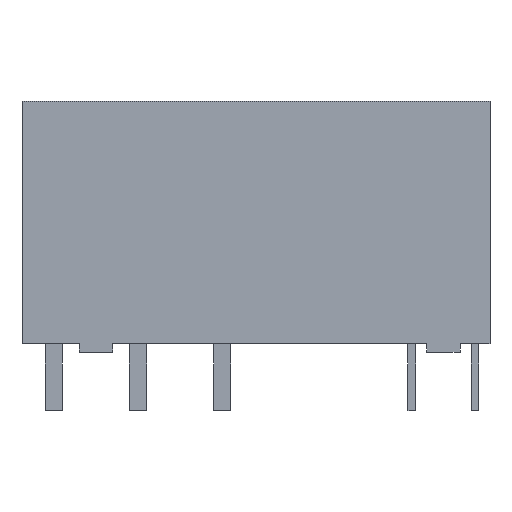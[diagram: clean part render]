
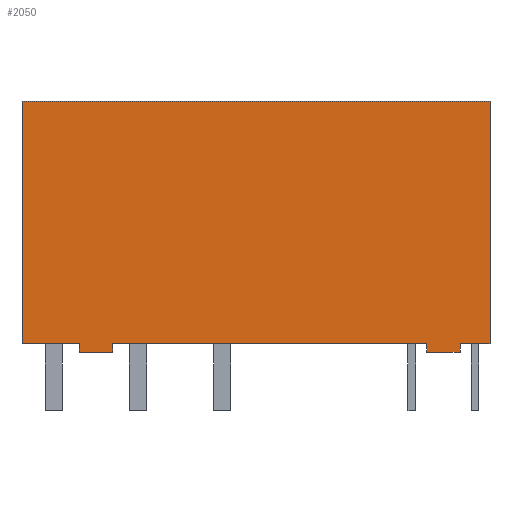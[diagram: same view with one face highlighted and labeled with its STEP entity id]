
A CAD part, left-side view. The second image highlights one B-rep face of the part: STEP entity #2050.
In plain terms, the highlighted face is planar.
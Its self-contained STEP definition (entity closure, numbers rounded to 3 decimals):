
#200=CARTESIAN_POINT('',(28.1,0.,-14.49));
#210=VERTEX_POINT('',#200);
#240=CARTESIAN_POINT('',(0.,0.,-14.49));
#250=DIRECTION('',(1.,0.,0.));
#260=VECTOR('',#250,1.);
#270=LINE('',#240,#260);
#280=CARTESIAN_POINT('',(0.1,0.,-14.49));
#290=VERTEX_POINT('',#280);
#300=EDGE_CURVE('',#290,#210,#270,.T.);
#460=CARTESIAN_POINT('',(26.31,0.,0.));
#470=DIRECTION('',(0.,0.,-1.));
#480=VECTOR('',#470,1.);
#490=LINE('',#460,#480);
#500=CARTESIAN_POINT('',(26.31,0.,0.51));
#510=VERTEX_POINT('',#500);
#520=CARTESIAN_POINT('',(26.31,0.,0.01));
#530=VERTEX_POINT('',#520);
#540=EDGE_CURVE('',#510,#530,#490,.T.);
#1280=CARTESIAN_POINT('',(37.271,0.,-12.758));
#1290=DIRECTION('',(-0.,-1.,-0.));
#1300=DIRECTION('',(-1.,0.,0.));
#1310=AXIS2_PLACEMENT_3D('',#1280,#1290,#1300);
#1320=PLANE('',#1310);
#1330=CARTESIAN_POINT('',(0.,0.,0.01));
#1340=DIRECTION('',(-1.,0.,0.));
#1350=VECTOR('',#1340,1.);
#1360=LINE('',#1330,#1350);
#1370=CARTESIAN_POINT('',(28.1,0.,0.01));
#1380=VERTEX_POINT('',#1370);
#1390=EDGE_CURVE('',#1380,#530,#1360,.T.);
#1400=ORIENTED_EDGE('',*,*,#1390,.F.);
#1410=ORIENTED_EDGE('',*,*,#540,.T.);
#1420=CARTESIAN_POINT('',(0.,0.,0.51));
#1430=DIRECTION('',(-1.,0.,0.));
#1440=VECTOR('',#1430,1.);
#1450=LINE('',#1420,#1440);
#1460=CARTESIAN_POINT('',(24.31,0.,0.51));
#1470=VERTEX_POINT('',#1460);
#1480=EDGE_CURVE('',#510,#1470,#1450,.T.);
#1490=ORIENTED_EDGE('',*,*,#1480,.F.);
#1500=CARTESIAN_POINT('',(24.31,0.,0.));
#1510=DIRECTION('',(0.,0.,1.));
#1520=VECTOR('',#1510,1.);
#1530=LINE('',#1500,#1520);
#1540=CARTESIAN_POINT('',(24.31,0.,0.01));
#1550=VERTEX_POINT('',#1540);
#1560=EDGE_CURVE('',#1550,#1470,#1530,.T.);
#1570=ORIENTED_EDGE('',*,*,#1560,.T.);
#1580=CARTESIAN_POINT('',(5.52,0.,0.01));
#1590=VERTEX_POINT('',#1580);
#1600=EDGE_CURVE('',#1550,#1590,#1360,.T.);
#1610=ORIENTED_EDGE('',*,*,#1600,.F.);
#1620=CARTESIAN_POINT('',(5.52,0.,0.));
#1630=DIRECTION('',(0.,0.,-1.));
#1640=VECTOR('',#1630,1.);
#1650=LINE('',#1620,#1640);
#1660=CARTESIAN_POINT('',(5.52,0.,0.51));
#1670=VERTEX_POINT('',#1660);
#1680=EDGE_CURVE('',#1670,#1590,#1650,.T.);
#1690=ORIENTED_EDGE('',*,*,#1680,.T.);
#1700=CARTESIAN_POINT('',(0.,0.,0.51));
#1710=DIRECTION('',(-1.,0.,0.));
#1720=VECTOR('',#1710,1.);
#1730=LINE('',#1700,#1720);
#1740=CARTESIAN_POINT('',(3.52,0.,0.51));
#1750=VERTEX_POINT('',#1740);
#1760=EDGE_CURVE('',#1670,#1750,#1730,.T.);
#1770=ORIENTED_EDGE('',*,*,#1760,.F.);
#1780=CARTESIAN_POINT('',(3.52,0.,0.));
#1790=DIRECTION('',(0.,0.,1.));
#1800=VECTOR('',#1790,1.);
#1810=LINE('',#1780,#1800);
#1820=CARTESIAN_POINT('',(3.52,0.,0.01));
#1830=VERTEX_POINT('',#1820);
#1840=EDGE_CURVE('',#1830,#1750,#1810,.T.);
#1850=ORIENTED_EDGE('',*,*,#1840,.T.);
#1860=CARTESIAN_POINT('',(0.1,0.,0.01));
#1870=VERTEX_POINT('',#1860);
#1880=EDGE_CURVE('',#1830,#1870,#1360,.T.);
#1890=ORIENTED_EDGE('',*,*,#1880,.F.);
#1900=CARTESIAN_POINT('',(0.1,0.,0.));
#1910=DIRECTION('',(0.,0.,-1.));
#1920=VECTOR('',#1910,1.);
#1930=LINE('',#1900,#1920);
#1940=EDGE_CURVE('',#1870,#290,#1930,.T.);
#1950=ORIENTED_EDGE('',*,*,#1940,.F.);
#1960=ORIENTED_EDGE('',*,*,#300,.F.);
#1970=CARTESIAN_POINT('',(28.1,0.,0.));
#1980=DIRECTION('',(0.,0.,-1.));
#1990=VECTOR('',#1980,1.);
#2000=LINE('',#1970,#1990);
#2010=EDGE_CURVE('',#1380,#210,#2000,.T.);
#2020=ORIENTED_EDGE('',*,*,#2010,.T.);
#2030=EDGE_LOOP('',(#2020,#1960,#1950,#1890,#1850,#1770,#1690,#1610,
#1570,#1490,#1410,#1400));
#2040=FACE_OUTER_BOUND('',#2030,.T.);
#2050=ADVANCED_FACE('',(#2040),#1320,.F.);
